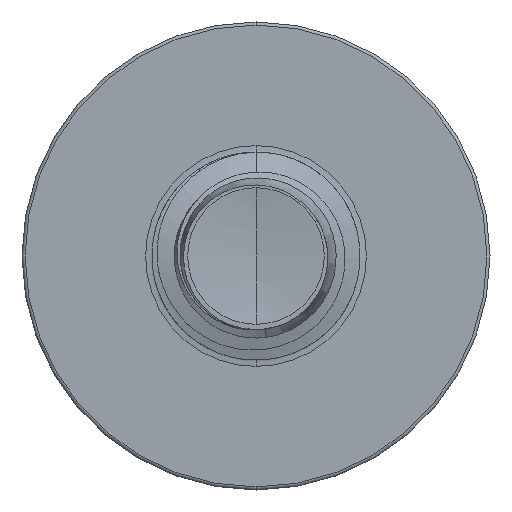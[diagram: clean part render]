
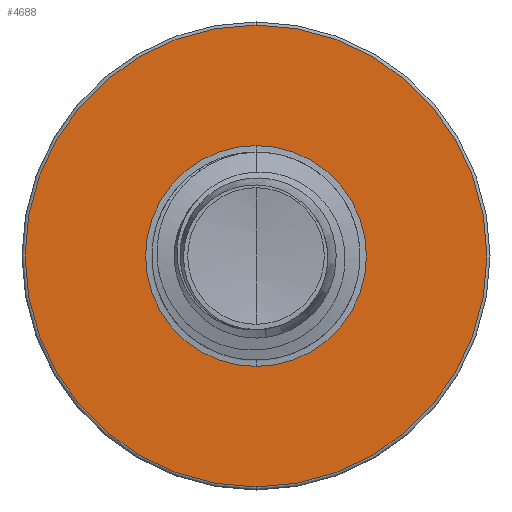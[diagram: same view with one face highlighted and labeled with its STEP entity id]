
A CAD part, front view. The second image highlights one B-rep face of the part: STEP entity #4688.
In plain terms, the highlighted planar face has unit normal (0, -1, 0).
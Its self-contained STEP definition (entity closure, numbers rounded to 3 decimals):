
#382 = CARTESIAN_POINT ( 'NONE',  ( 0., 9., 6.66 ) ) ;
#632 = CARTESIAN_POINT ( 'NONE',  ( 0., 9., -6.66 ) ) ;
#1565 = FACE_BOUND ( 'NONE', #6786, .T. ) ;
#3089 = CIRCLE ( 'NONE', #17360, 3.186 ) ;
#3675 = VERTEX_POINT ( 'NONE', #13244 ) ;
#4274 = CARTESIAN_POINT ( 'NONE',  ( 0., 9., 0. ) ) ;
#4476 = EDGE_LOOP ( 'NONE', ( #9759, #12163 ) ) ;
#4688 = ADVANCED_FACE ( 'NONE', ( #8825, #1565 ), #13396, .F. ) ;
#5759 = DIRECTION ( 'NONE',  ( 0., 0., 1. ) ) ;
#6278 = DIRECTION ( 'NONE',  ( 0., 0., 1. ) ) ;
#6635 = CARTESIAN_POINT ( 'NONE',  ( 0., 9., 0. ) ) ;
#6786 = EDGE_LOOP ( 'NONE', ( #9356, #9175 ) ) ;
#6961 = DIRECTION ( 'NONE',  ( 0., 1., 0. ) ) ;
#7548 = DIRECTION ( 'NONE',  ( 0., 1., 0. ) ) ;
#7656 = CARTESIAN_POINT ( 'NONE',  ( 0., 9., -3.186 ) ) ;
#8061 = DIRECTION ( 'NONE',  ( 0., 0., 1. ) ) ;
#8825 = FACE_OUTER_BOUND ( 'NONE', #4476, .T. ) ;
#8944 = CIRCLE ( 'NONE', #9941, 6.66 ) ;
#9175 = ORIENTED_EDGE ( 'NONE', *, *, #14157, .T. ) ;
#9356 = ORIENTED_EDGE ( 'NONE', *, *, #11216, .T. ) ;
#9725 = CARTESIAN_POINT ( 'NONE',  ( 0., 9., -3.186 ) ) ;
#9759 = ORIENTED_EDGE ( 'NONE', *, *, #17086, .F. ) ;
#9941 = AXIS2_PLACEMENT_3D ( 'NONE', #15458, #6961, #16848 ) ;
#10102 = AXIS2_PLACEMENT_3D ( 'NONE', #7656, #14793, #6278 ) ;
#11216 = EDGE_CURVE ( 'NONE', #3675, #14329, #16286, .T. ) ;
#12163 = ORIENTED_EDGE ( 'NONE', *, *, #17227, .F. ) ;
#12411 = VERTEX_POINT ( 'NONE', #382 ) ;
#13244 = CARTESIAN_POINT ( 'NONE',  ( 0., 9., 3.186 ) ) ;
#13396 = PLANE ( 'NONE',  #10102 ) ;
#13836 = AXIS2_PLACEMENT_3D ( 'NONE', #16016, #7548, #17423 ) ;
#14157 = EDGE_CURVE ( 'NONE', #14329, #3675, #3089, .T. ) ;
#14318 = DIRECTION ( 'NONE',  ( 0., 1., 0. ) ) ;
#14329 = VERTEX_POINT ( 'NONE', #9725 ) ;
#14793 = DIRECTION ( 'NONE',  ( 0., 1., 0. ) ) ;
#15458 = CARTESIAN_POINT ( 'NONE',  ( 0., 9., 0. ) ) ;
#15606 = CIRCLE ( 'NONE', #17509, 6.66 ) ;
#15831 = VERTEX_POINT ( 'NONE', #632 ) ;
#16016 = CARTESIAN_POINT ( 'NONE',  ( 0., 9., 0. ) ) ;
#16286 = CIRCLE ( 'NONE', #13836, 3.186 ) ;
#16523 = DIRECTION ( 'NONE',  ( 0., 1., 0. ) ) ;
#16848 = DIRECTION ( 'NONE',  ( 0., 0., 1. ) ) ;
#17086 = EDGE_CURVE ( 'NONE', #12411, #15831, #8944, .T. ) ;
#17227 = EDGE_CURVE ( 'NONE', #15831, #12411, #15606, .T. ) ;
#17360 = AXIS2_PLACEMENT_3D ( 'NONE', #6635, #16523, #8061 ) ;
#17423 = DIRECTION ( 'NONE',  ( 0., 0., 1. ) ) ;
#17509 = AXIS2_PLACEMENT_3D ( 'NONE', #4274, #14318, #5759 ) ;
